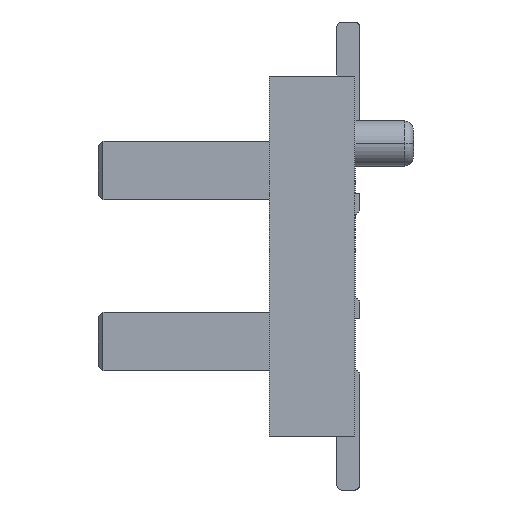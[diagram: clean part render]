
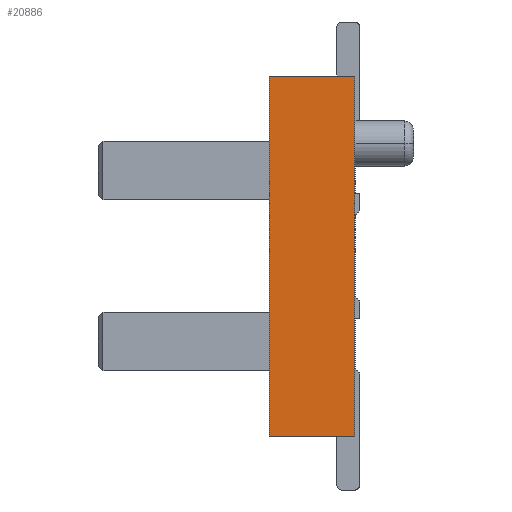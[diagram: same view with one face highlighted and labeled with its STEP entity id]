
A CAD part, left-side view. The second image highlights one B-rep face of the part: STEP entity #20886.
In plain terms, the highlighted planar face has unit normal (-1, 0, 0).
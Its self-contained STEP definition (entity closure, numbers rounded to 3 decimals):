
#29=DIRECTION('',(0.,0.,1.));
#30=VECTOR('',#29,4.);
#31=CARTESIAN_POINT('',(-11.35,0.,-2.));
#32=LINE('',#31,#30);
#453=DIRECTION('',(0.,1.,0.));
#454=VECTOR('',#453,0.95);
#455=CARTESIAN_POINT('',(-11.35,0.,2.));
#456=LINE('',#455,#454);
#2973=DIRECTION('',(0.,0.,1.));
#2974=VECTOR('',#2973,4.);
#2975=CARTESIAN_POINT('',(-11.35,0.95,-2.));
#2976=LINE('',#2975,#2974);
#3021=DIRECTION('',(0.,1.,0.));
#3022=VECTOR('',#3021,0.95);
#3023=CARTESIAN_POINT('',(-11.35,0.,-2.));
#3024=LINE('',#3023,#3022);
#12513=CARTESIAN_POINT('',(-11.35,0.,-2.));
#12514=CARTESIAN_POINT('',(-11.35,0.,2.));
#12515=VERTEX_POINT('',#12513);
#12516=VERTEX_POINT('',#12514);
#12521=CARTESIAN_POINT('',(-11.35,0.95,-2.));
#12522=CARTESIAN_POINT('',(-11.35,0.95,2.));
#12523=VERTEX_POINT('',#12521);
#12524=VERTEX_POINT('',#12522);
#20875=CARTESIAN_POINT('',(-11.35,0.,-2.));
#20876=DIRECTION('',(-1.,0.,0.));
#20877=DIRECTION('',(0.,0.,1.));
#20878=AXIS2_PLACEMENT_3D('',#20875,#20876,#20877);
#20879=PLANE('',#20878);
#20880=ORIENTED_EDGE('',*,*,#16466,.F.);
#20881=ORIENTED_EDGE('',*,*,#20694,.T.);
#20882=ORIENTED_EDGE('',*,*,#20847,.T.);
#20883=ORIENTED_EDGE('',*,*,#16815,.F.);
#20884=EDGE_LOOP('',(#20880,#20881,#20882,#20883));
#20885=FACE_OUTER_BOUND('',#20884,.F.);
#16466=EDGE_CURVE('',#12515,#12516,#32,.T.);
#16815=EDGE_CURVE('',#12516,#12524,#456,.T.);
#20694=EDGE_CURVE('',#12515,#12523,#3024,.T.);
#20847=EDGE_CURVE('',#12523,#12524,#2976,.T.);
#20886=ADVANCED_FACE('',(#20885),#20879,.T.);
